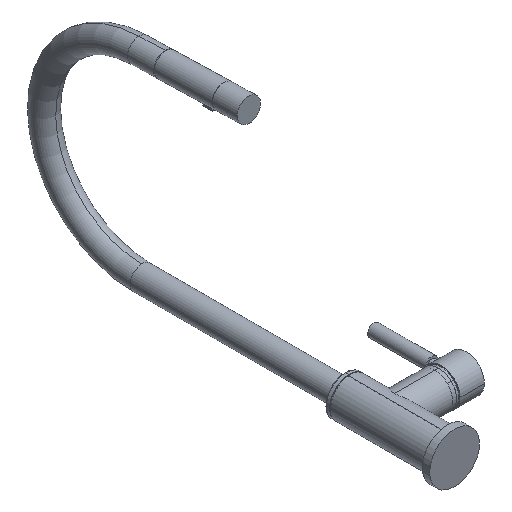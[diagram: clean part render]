
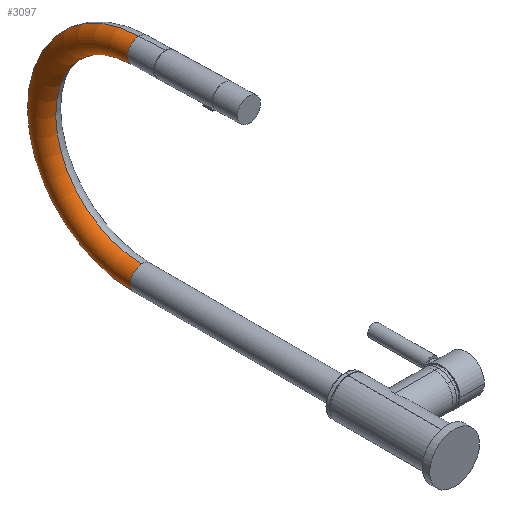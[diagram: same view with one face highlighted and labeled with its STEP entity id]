
A CAD part, isometric view. The second image highlights one B-rep face of the part: STEP entity #3097.
In plain terms, the highlighted toroidal (fillet/blend) face has major radius 118 mm and minor radius 14.1 mm.
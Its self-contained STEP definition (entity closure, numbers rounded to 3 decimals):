
#6 = VERTEX_POINT ( 'NONE', #1260 ) ;
#65 = CIRCLE ( 'NONE', #336, 14.1 ) ;
#89 = EDGE_CURVE ( 'NONE', #2147, #1671, #1595, .T. ) ;
#220 = CIRCLE ( 'NONE', #2940, 14.1 ) ;
#259 = CARTESIAN_POINT ( 'NONE',  ( -118., 243.9, 0. ) ) ;
#286 = DIRECTION ( 'NONE',  ( 1., 0., 0. ) ) ;
#336 = AXIS2_PLACEMENT_3D ( 'NONE', #2522, #2192, #1496 ) ;
#381 = FACE_OUTER_BOUND ( 'NONE', #1699, .T. ) ;
#396 = CARTESIAN_POINT ( 'NONE',  ( -118., 243.9, 0. ) ) ;
#413 = DIRECTION ( 'NONE',  ( 0., 1., 0. ) ) ;
#584 = CARTESIAN_POINT ( 'NONE',  ( -14.1, 243.9, 0. ) ) ;
#621 = AXIS2_PLACEMENT_3D ( 'NONE', #259, #1930, #995 ) ;
#733 = CIRCLE ( 'NONE', #3137, 132.1 ) ;
#747 = CARTESIAN_POINT ( 'NONE',  ( 14.1, 243.9, 0. ) ) ;
#813 = EDGE_CURVE ( 'NONE', #831, #6, #733, .T. ) ;
#831 = VERTEX_POINT ( 'NONE', #747 ) ;
#898 = EDGE_CURVE ( 'NONE', #2691, #2147, #65, .T. ) ;
#995 = DIRECTION ( 'NONE',  ( 1., 0., 0. ) ) ;
#1046 = ORIENTED_EDGE ( 'NONE', *, *, #1054, .T. ) ;
#1054 = EDGE_CURVE ( 'NONE', #831, #2691, #220, .T. ) ;
#1104 = CARTESIAN_POINT ( 'NONE',  ( -221.862, 246.7, 0. ) ) ;
#1158 = DIRECTION ( 'NONE',  ( 0., 0., 1. ) ) ;
#1260 = CARTESIAN_POINT ( 'NONE',  ( -250.052, 247.459, 0. ) ) ;
#1272 = ORIENTED_EDGE ( 'NONE', *, *, #813, .F. ) ;
#1329 = ORIENTED_EDGE ( 'NONE', *, *, #89, .T. ) ;
#1381 = DIRECTION ( 'NONE',  ( 0., 0., 1. ) ) ;
#1496 = DIRECTION ( 'NONE',  ( 0., 0., 1. ) ) ;
#1595 = CIRCLE ( 'NONE', #621, 103.9 ) ;
#1609 = AXIS2_PLACEMENT_3D ( 'NONE', #396, #1381, #3098 ) ;
#1671 = VERTEX_POINT ( 'NONE', #1104 ) ;
#1694 = CARTESIAN_POINT ( 'NONE',  ( 0., 243.9, -14.1 ) ) ;
#1699 = EDGE_LOOP ( 'NONE', ( #1272, #1046, #2555, #1329, #1838 ) ) ;
#1838 = ORIENTED_EDGE ( 'NONE', *, *, #2539, .F. ) ;
#1930 = DIRECTION ( 'NONE',  ( 0., 0., 1. ) ) ;
#2001 = CARTESIAN_POINT ( 'NONE',  ( -118., 243.9, 0. ) ) ;
#2064 = CARTESIAN_POINT ( 'NONE',  ( -235.957, 247.079, 0. ) ) ;
#2147 = VERTEX_POINT ( 'NONE', #584 ) ;
#2192 = DIRECTION ( 'NONE',  ( 0., 1., 0. ) ) ;
#2410 = CIRCLE ( 'NONE', #2726, 14.1 ) ;
#2522 = CARTESIAN_POINT ( 'NONE',  ( 0., 243.9, 0. ) ) ;
#2539 = EDGE_CURVE ( 'NONE', #6, #1671, #2410, .T. ) ;
#2555 = ORIENTED_EDGE ( 'NONE', *, *, #898, .T. ) ;
#2642 = CARTESIAN_POINT ( 'NONE',  ( 0., 243.9, 0. ) ) ;
#2691 = VERTEX_POINT ( 'NONE', #1694 ) ;
#2726 = AXIS2_PLACEMENT_3D ( 'NONE', #2064, #3077, #3048 ) ;
#2940 = AXIS2_PLACEMENT_3D ( 'NONE', #2642, #413, #1158 ) ;
#2983 = TOROIDAL_SURFACE ( 'NONE', #1609, 118., 14.1 ) ;
#2990 = DIRECTION ( 'NONE',  ( 0., 0., 1. ) ) ;
#3048 = DIRECTION ( 'NONE',  ( 0., 0., 1. ) ) ;
#3077 = DIRECTION ( 'NONE',  ( -0.027, -1., 0. ) ) ;
#3097 = ADVANCED_FACE ( 'NONE', ( #381 ), #2983, .T. ) ;
#3098 = DIRECTION ( 'NONE',  ( 1., 0., 0. ) ) ;
#3137 = AXIS2_PLACEMENT_3D ( 'NONE', #2001, #2990, #286 ) ;
